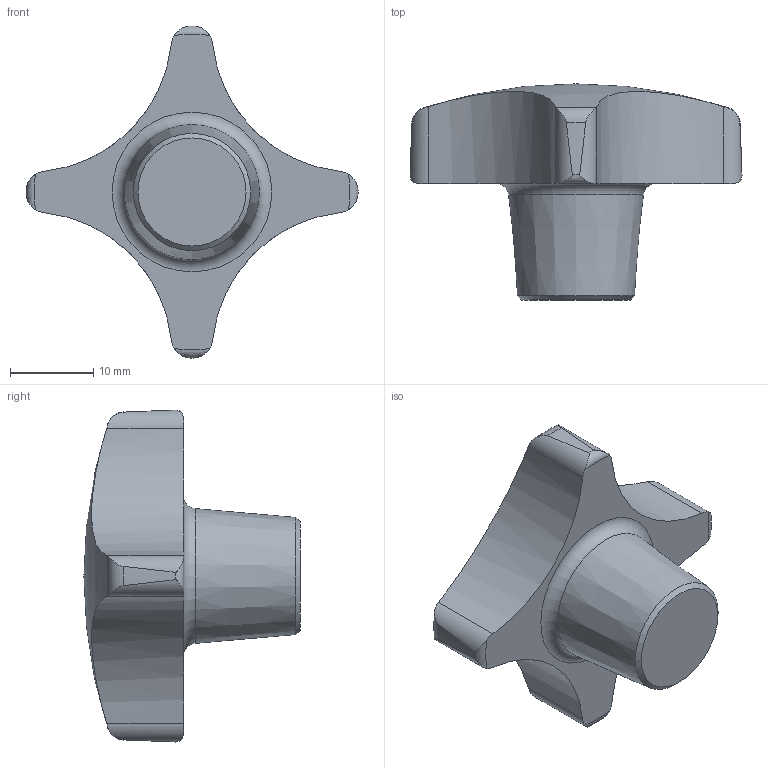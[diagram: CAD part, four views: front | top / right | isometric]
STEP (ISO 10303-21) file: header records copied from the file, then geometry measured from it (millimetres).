
FILE_DESCRIPTION( ( 'STEP AP214' ), '1' );
FILE_NAME( 'K0145.104008.stp', '2020-11-25T12:38:01', ( '' ), ( '' ), ' ', 'PARTsolutions', ' ' );
FILE_SCHEMA( ( 'AUTOMOTIVE_DESIGN { 1 0 10303 214 1 1 1 1 }' ) );
Length unit declared in the file: millimetre
Products named in the file (1): _K0145.104008
Bounding box: 39.93 x 26 x 39.93 mm (x, y, z)
Volume: 9185.4 mm3; surface area: 3015.5 mm2
Topology: 1 solids, 1 shells, 30 faces, 82 edges, 54 vertices
Faces by surface type: cylinder 12, torus 9, cone 6, plane 2, sphere 1
Entity records: 1496 total; most frequent: CARTESIAN_POINT 541, ORIENTED_EDGE 152, DIRECTION 134, EDGE_CURVE 76, AXIS2_PLACEMENT_3D 63, VERTEX_POINT 54, B_SPLINE_CURVE_WITH_KNOTS 36, EDGE_LOOP 34
